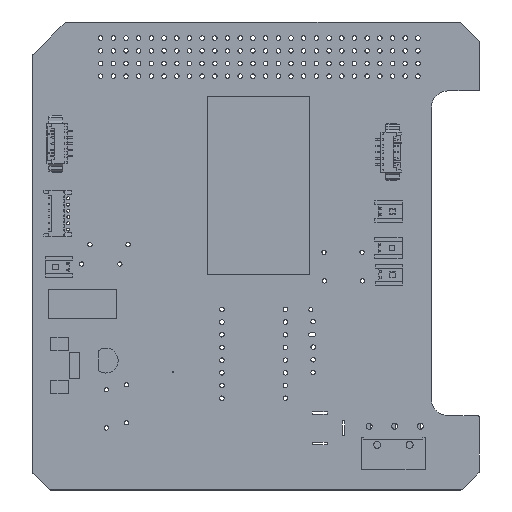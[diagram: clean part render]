
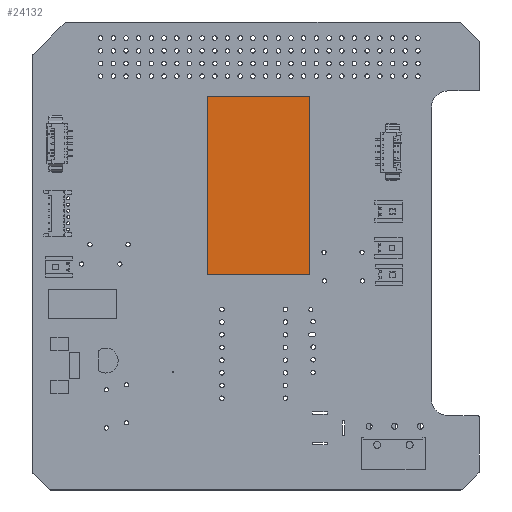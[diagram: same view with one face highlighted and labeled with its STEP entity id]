
A CAD part, top view. The second image highlights one B-rep face of the part: STEP entity #24132.
In plain terms, the highlighted planar face has unit normal (0, 0, 1).
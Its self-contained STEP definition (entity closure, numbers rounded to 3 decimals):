
#24003 = VERTEX_POINT('',#24004);
#24004 = CARTESIAN_POINT('',(-10.224,-17.825,0.254));
#24010 = EDGE_CURVE('',#24003,#24011,#24013,.T.);
#24011 = VERTEX_POINT('',#24012);
#24012 = CARTESIAN_POINT('',(10.223,-17.825,0.254));
#24013 = LINE('',#24014,#24015);
#24014 = CARTESIAN_POINT('',(-10.224,-17.825,0.254));
#24015 = VECTOR('',#24016,1.);
#24016 = DIRECTION('',(1.,0.,0.));
#24041 = EDGE_CURVE('',#24011,#24042,#24044,.T.);
#24042 = VERTEX_POINT('',#24043);
#24043 = CARTESIAN_POINT('',(10.224,17.825,0.254));
#24044 = LINE('',#24045,#24046);
#24045 = CARTESIAN_POINT('',(10.223,-17.825,0.254));
#24046 = VECTOR('',#24047,1.);
#24047 = DIRECTION('',(0.,1.,0.));
#24072 = EDGE_CURVE('',#24042,#24073,#24075,.T.);
#24073 = VERTEX_POINT('',#24074);
#24074 = CARTESIAN_POINT('',(-10.223,17.825,0.254));
#24075 = LINE('',#24076,#24077);
#24076 = CARTESIAN_POINT('',(10.224,17.825,0.254));
#24077 = VECTOR('',#24078,1.);
#24078 = DIRECTION('',(-1.,0.,0.));
#24103 = EDGE_CURVE('',#24073,#24003,#24104,.T.);
#24104 = LINE('',#24105,#24106);
#24105 = CARTESIAN_POINT('',(-10.223,17.825,0.254));
#24106 = VECTOR('',#24107,1.);
#24107 = DIRECTION('',(0.,-1.,0.));
#24132 = ADVANCED_FACE('',(#24133),#24139,.F.);
#24133 = FACE_BOUND('',#24134,.T.);
#24134 = EDGE_LOOP('',(#24135,#24136,#24137,#24138));
#24135 = ORIENTED_EDGE('',*,*,#24010,.T.);
#24136 = ORIENTED_EDGE('',*,*,#24041,.T.);
#24137 = ORIENTED_EDGE('',*,*,#24072,.T.);
#24138 = ORIENTED_EDGE('',*,*,#24103,.T.);
#24139 = PLANE('',#24140);
#24140 = AXIS2_PLACEMENT_3D('',#24141,#24142,#24143);
#24141 = CARTESIAN_POINT('',(-10.224,-17.825,0.254));
#24142 = DIRECTION('',(0.,0.,-1.));
#24143 = DIRECTION('',(-1.,0.,0.));
